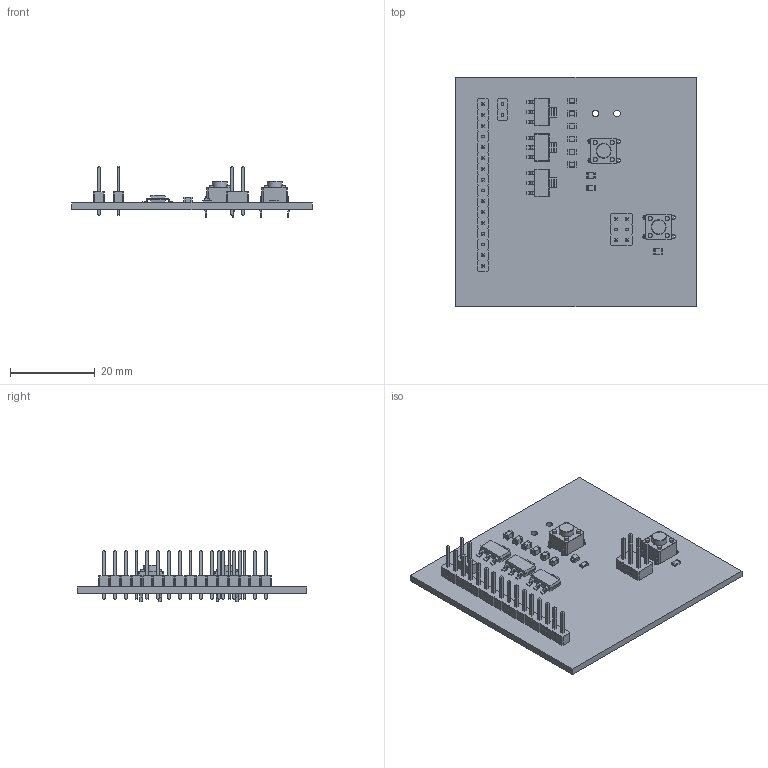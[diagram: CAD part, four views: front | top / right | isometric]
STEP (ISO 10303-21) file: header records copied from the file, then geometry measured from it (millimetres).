
FILE_DESCRIPTION(('KiCad electronic assembly'),'2;1');
FILE_NAME('FPGA_Audio_Board.step','2025-04-27T15:38:46',('Pcbnew'),( 'Kicad'),'Open CASCADE STEP processor 7.8','KiCad to STEP converter' ,'Unknown');
FILE_SCHEMA(('AUTOMOTIVE_DESIGN { 1 0 10303 214 1 1 1 1 }'));
Length unit declared in the file: millimetre
Products named in the file (18): FPGA_Audio_Board 1; LED_0805_2012Metric; C_0805_2012Metric; SW_PUSH_6mm_H5mm; SW_PUSH_6mm_h5mm; PinHeader_1x02_P2.54mm_Vertical; PinHeader_1x02_P254mm_Vertical; R_0805_2012Metric; SOT-223; SOT_223; PinHeader_1x16_P2.54mm_Vertical; PinHeader_1x16_P254mm_Vertical; PinHeader_2x03_P2.54mm_Vertical; PinHeader_2x03_P254mm_Vertical; _autosave-FPGA_Audio_Board_PCB
Assembly tree (26 placements, depth 3):
  FPGA_Audio_Board 1
    LED_0805_2012Metric
      LED_0805_2012Metric
    C_0805_2012Metric  x6
      C_0805_2012Metric
    SW_PUSH_6mm_H5mm  x2
      SW_PUSH_6mm_h5mm
    PinHeader_1x02_P2.54mm_Vertical
      PinHeader_1x02_P254mm_Vertical
    R_0805_2012Metric  x2
      R_0805_2012Metric
    SOT-223  x3
      SOT_223
    PinHeader_1x16_P2.54mm_Vertical
      PinHeader_1x16_P254mm_Vertical
    PinHeader_2x03_P2.54mm_Vertical
      PinHeader_2x03_P254mm_Vertical
    _autosave-FPGA_Audio_Board_PCB
Bounding box: 56.5 x 54 x 12.04 mm (x, y, z)
Volume: 5738.7 mm3; surface area: 8579.2 mm2
Topology: 18 solids, 18 shells, 1324 faces, 3325 edges, 2108 vertices
Faces by surface type: plane 1014, cylinder 260, bspline 48, torus 2
Full cylindrical faces by diameter (mm): 1 x32, 1.1 x8, 1.52 x2, 3.5 x2
Entity records: 32415 total; most frequent: CARTESIAN_POINT 4605, ORIENTED_EDGE 4440, DIRECTION 4256, EDGE_CURVE 2220, LINE 1968, VECTOR 1968, VERTEX_POINT 1397, AXIS2_PLACEMENT_3D 1144
